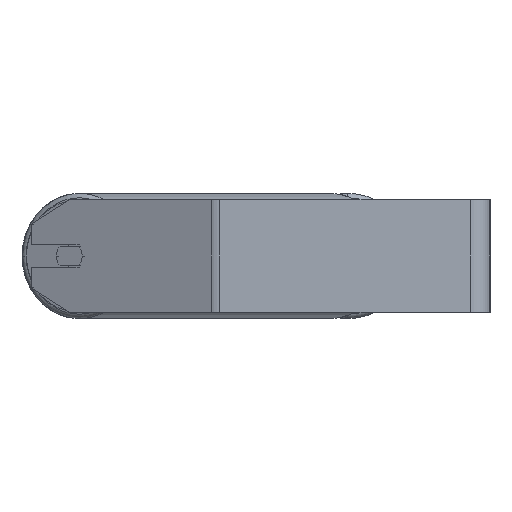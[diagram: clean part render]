
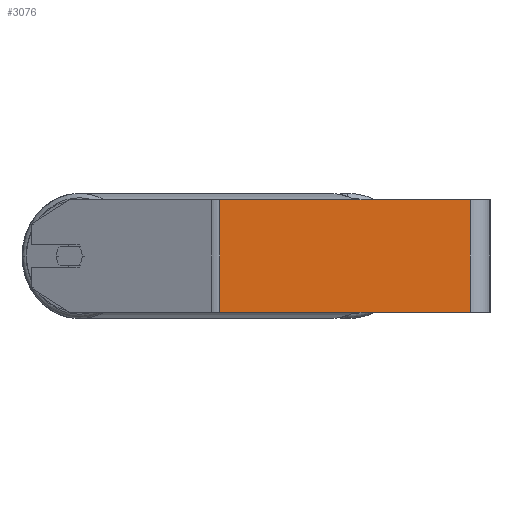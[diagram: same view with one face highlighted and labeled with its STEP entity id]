
A CAD part, left-side view. The second image highlights one B-rep face of the part: STEP entity #3076.
In plain terms, the highlighted planar face has unit normal (-1, 0, 0).
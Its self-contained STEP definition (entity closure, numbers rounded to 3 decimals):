
#288 = CARTESIAN_POINT ( 'NONE',  ( -700., 194.947, -40. ) ) ;
#378 = DIRECTION ( 'NONE',  ( 0., -1., 0. ) ) ;
#396 = CARTESIAN_POINT ( 'NONE',  ( -700., 194.947, 40. ) ) ;
#541 = VERTEX_POINT ( 'NONE', #5456 ) ;
#652 = DIRECTION ( 'NONE',  ( 0., 0., -1. ) ) ;
#734 = ORIENTED_EDGE ( 'NONE', *, *, #1001, .F. ) ;
#858 = VERTEX_POINT ( 'NONE', #3911 ) ;
#899 = VECTOR ( 'NONE', #378, 1000. ) ;
#912 = VECTOR ( 'NONE', #4482, 1000. ) ;
#1001 = EDGE_CURVE ( 'NONE', #4846, #541, #2375, .T. ) ;
#1024 = EDGE_CURVE ( 'NONE', #858, #2194, #3117, .T. ) ;
#2072 = CARTESIAN_POINT ( 'NONE',  ( -700., 191.843, 40. ) ) ;
#2194 = VERTEX_POINT ( 'NONE', #5669 ) ;
#2235 = EDGE_LOOP ( 'NONE', ( #3003, #4520, #734, #5647 ) ) ;
#2375 = LINE ( 'NONE', #3780, #912 ) ;
#3003 = ORIENTED_EDGE ( 'NONE', *, *, #1024, .T. ) ;
#3056 = PLANE ( 'NONE',  #6693 ) ;
#3076 = ADVANCED_FACE ( 'NONE', ( #5045 ), #3056, .F. ) ;
#3117 = LINE ( 'NONE', #288, #899 ) ;
#3780 = CARTESIAN_POINT ( 'NONE',  ( -700., 194.947, 40. ) ) ;
#3818 = VECTOR ( 'NONE', #7684, 1000. ) ;
#3911 = CARTESIAN_POINT ( 'NONE',  ( -700., 191.843, -40. ) ) ;
#4280 = LINE ( 'NONE', #8358, #3818 ) ;
#4482 = DIRECTION ( 'NONE',  ( 0., -1., 0. ) ) ;
#4520 = ORIENTED_EDGE ( 'NONE', *, *, #7565, .F. ) ;
#4846 = VERTEX_POINT ( 'NONE', #7348 ) ;
#5045 = FACE_OUTER_BOUND ( 'NONE', #2235, .T. ) ;
#5080 = VECTOR ( 'NONE', #652, 1000. ) ;
#5456 = CARTESIAN_POINT ( 'NONE',  ( -700., 14., 40. ) ) ;
#5647 = ORIENTED_EDGE ( 'NONE', *, *, #6527, .T. ) ;
#5669 = CARTESIAN_POINT ( 'NONE',  ( -700., 14., -40. ) ) ;
#5770 = DIRECTION ( 'NONE',  ( 1., 0., 0. ) ) ;
#6071 = LINE ( 'NONE', #2072, #5080 ) ;
#6527 = EDGE_CURVE ( 'NONE', #4846, #858, #6071, .T. ) ;
#6693 = AXIS2_PLACEMENT_3D ( 'NONE', #396, #5770, #8496 ) ;
#7348 = CARTESIAN_POINT ( 'NONE',  ( -700., 191.843, 40. ) ) ;
#7565 = EDGE_CURVE ( 'NONE', #541, #2194, #4280, .T. ) ;
#7684 = DIRECTION ( 'NONE',  ( 0., 0., -1. ) ) ;
#8358 = CARTESIAN_POINT ( 'NONE',  ( -700., 14., 40. ) ) ;
#8496 = DIRECTION ( 'NONE',  ( 0., 0., -1. ) ) ;
